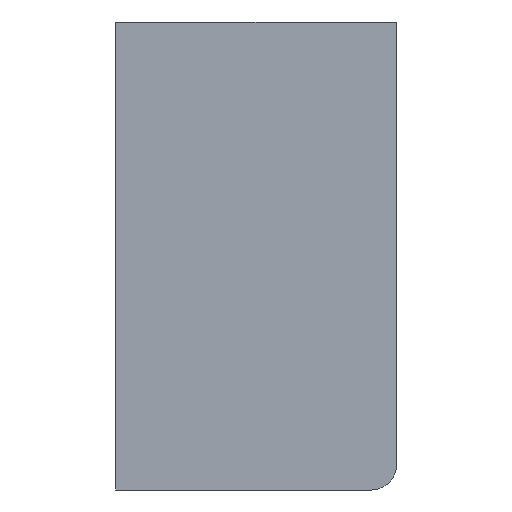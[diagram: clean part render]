
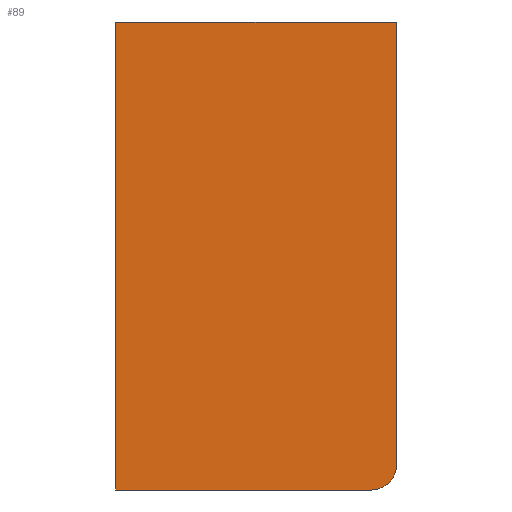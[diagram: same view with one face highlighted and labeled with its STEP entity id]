
A CAD part, front view. The second image highlights one B-rep face of the part: STEP entity #89.
In plain terms, the highlighted planar face has unit normal (0, -1, 0).
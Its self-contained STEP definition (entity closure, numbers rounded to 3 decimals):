
#89 = ADVANCED_FACE( '', ( #128 ), #129, .F. );
#128 = FACE_OUTER_BOUND( '', #169, .T. );
#129 = PLANE( '', #170 );
#169 = EDGE_LOOP( '', ( #268, #269, #270, #271, #272 ) );
#170 = AXIS2_PLACEMENT_3D( '', #273, #274, #275 );
#268 = ORIENTED_EDGE( '', *, *, #308, .F. );
#269 = ORIENTED_EDGE( '', *, *, #304, .F. );
#270 = ORIENTED_EDGE( '', *, *, #290, .T. );
#271 = ORIENTED_EDGE( '', *, *, #310, .T. );
#272 = ORIENTED_EDGE( '', *, *, #298, .F. );
#273 = CARTESIAN_POINT( '', ( 13035.625, 1056.602, -722.6 ) );
#274 = DIRECTION( '', ( 0., 1., 0. ) );
#275 = DIRECTION( '', ( 1., 0., 0. ) );
#290 = EDGE_CURVE( '', #329, #327, #330, .T. );
#298 = EDGE_CURVE( '', #339, #341, #342, .T. );
#304 = EDGE_CURVE( '', #329, #350, #351, .T. );
#308 = EDGE_CURVE( '', #350, #339, #356, .T. );
#310 = EDGE_CURVE( '', #327, #341, #359, .T. );
#327 = VERTEX_POINT( '', #397 );
#329 = VERTEX_POINT( '', #400 );
#330 = LINE( '', #401, #402 );
#339 = VERTEX_POINT( '', #415 );
#341 = VERTEX_POINT( '', #418 );
#342 = LINE( '', #419, #420 );
#350 = VERTEX_POINT( '', #429 );
#351 = LINE( '', #430, #431 );
#356 = CIRCLE( '', #437, 4. );
#359 = LINE( '', #440, #441 );
#397 = CARTESIAN_POINT( '', ( 12990.625, 1056.602, -722.6 ) );
#400 = CARTESIAN_POINT( '', ( 13035.625, 1056.602, -722.6 ) );
#401 = CARTESIAN_POINT( '', ( 13013.125, 1056.602, -722.6 ) );
#402 = VECTOR( '', #455, 1000. );
#415 = CARTESIAN_POINT( '', ( 13031.625, 1056.602, -797.6 ) );
#418 = CARTESIAN_POINT( '', ( 12990.625, 1056.602, -797.6 ) );
#419 = CARTESIAN_POINT( '', ( 13011.125, 1056.602, -797.6 ) );
#420 = VECTOR( '', #467, 1000. );
#429 = CARTESIAN_POINT( '', ( 13035.625, 1056.602, -793.6 ) );
#430 = CARTESIAN_POINT( '', ( 13035.625, 1056.602, -758.1 ) );
#431 = VECTOR( '', #478, 1000. );
#437 = AXIS2_PLACEMENT_3D( '', #486, #487, #488 );
#440 = CARTESIAN_POINT( '', ( 12990.625, 1056.602, -760.1 ) );
#441 = VECTOR( '', #492, 1000. );
#455 = DIRECTION( '', ( -1., 0., 0. ) );
#467 = DIRECTION( '', ( -1., 0., 0. ) );
#478 = DIRECTION( '', ( 0., 0., -1. ) );
#486 = CARTESIAN_POINT( '', ( 13031.625, 1056.602, -793.6 ) );
#487 = DIRECTION( '', ( 0., 1., 0. ) );
#488 = DIRECTION( '', ( 1., 0., 0. ) );
#492 = DIRECTION( '', ( 0., 0., -1. ) );
